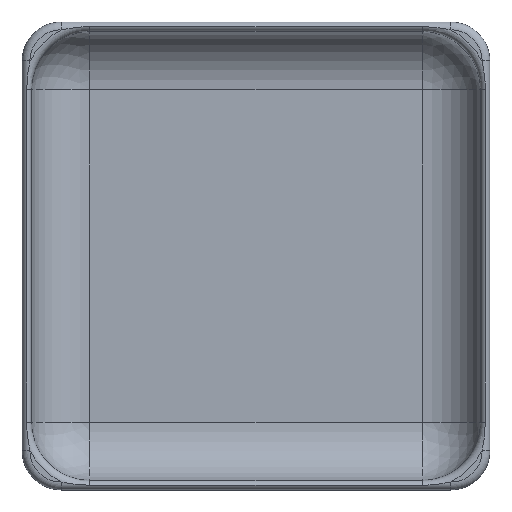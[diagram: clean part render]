
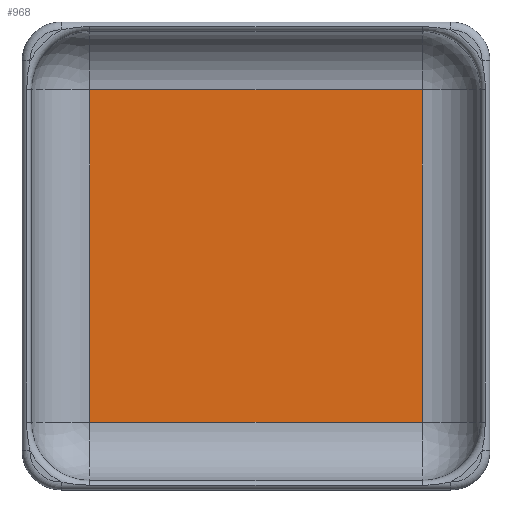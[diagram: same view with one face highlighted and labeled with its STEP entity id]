
A CAD part, top view. The second image highlights one B-rep face of the part: STEP entity #968.
In plain terms, the highlighted planar face has unit normal (0, 0, 1).
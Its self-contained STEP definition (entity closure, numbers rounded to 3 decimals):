
#54=PLANE('',#1110);
#106=LINE('',#1788,#158);
#110=LINE('',#1805,#162);
#112=LINE('',#1808,#164);
#113=LINE('',#1810,#165);
#158=VECTOR('',#1404,10.);
#162=VECTOR('',#1426,10.);
#164=VECTOR('',#1430,10.);
#165=VECTOR('',#1433,10.);
#264=FACE_OUTER_BOUND('',#348,.T.);
#348=EDGE_LOOP('',(#882,#883,#884,#885));
#499=VERTEX_POINT('',#1776);
#501=VERTEX_POINT('',#1781);
#502=VERTEX_POINT('',#1790);
#504=VERTEX_POINT('',#1795);
#624=EDGE_CURVE('',#499,#501,#106,.T.);
#633=EDGE_CURVE('',#501,#504,#110,.T.);
#635=EDGE_CURVE('',#504,#502,#112,.T.);
#636=EDGE_CURVE('',#502,#499,#113,.T.);
#882=ORIENTED_EDGE('',*,*,#624,.F.);
#883=ORIENTED_EDGE('',*,*,#636,.F.);
#884=ORIENTED_EDGE('',*,*,#635,.F.);
#885=ORIENTED_EDGE('',*,*,#633,.F.);
#968=ADVANCED_FACE('',(#264),#54,.T.);
#1110=AXIS2_PLACEMENT_3D('',#1812,#1436,#1437);
#1404=DIRECTION('',(1.,0.,0.));
#1426=DIRECTION('',(0.,-1.,0.));
#1430=DIRECTION('',(-1.,0.,0.));
#1433=DIRECTION('',(0.,1.,0.));
#1436=DIRECTION('center_axis',(0.,0.,1.));
#1437=DIRECTION('ref_axis',(1.,0.,0.));
#1776=CARTESIAN_POINT('',(-21.3,21.3,5.6));
#1781=CARTESIAN_POINT('',(21.3,21.3,5.6));
#1788=CARTESIAN_POINT('',(15.,21.3,5.6));
#1790=CARTESIAN_POINT('',(-21.3,-21.3,5.6));
#1795=CARTESIAN_POINT('',(21.3,-21.3,5.6));
#1805=CARTESIAN_POINT('',(21.3,-15.,5.6));
#1808=CARTESIAN_POINT('',(-15.,-21.3,5.6));
#1810=CARTESIAN_POINT('',(-21.3,15.,5.6));
#1812=CARTESIAN_POINT('Origin',(0.,0.,5.6));
